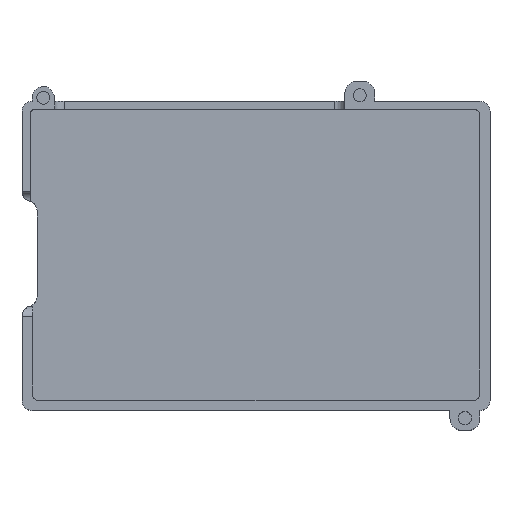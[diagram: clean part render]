
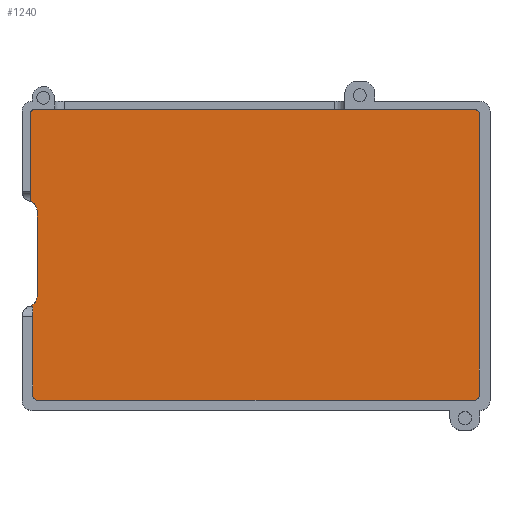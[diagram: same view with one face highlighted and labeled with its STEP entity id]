
A CAD part, top view. The second image highlights one B-rep face of the part: STEP entity #1240.
In plain terms, the highlighted planar face has unit normal (0, 0, 1).
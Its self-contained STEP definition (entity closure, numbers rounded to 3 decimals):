
#28=PLANE('',#1319);
#74=FACE_OUTER_BOUND('',#142,.T.);
#142=EDGE_LOOP('',(#866,#867,#868,#869,#870,#871,#872,#873,#874,#875,#876,
#877,#878));
#214=LINE('',#1799,#349);
#223=LINE('',#1826,#358);
#229=LINE('',#1845,#364);
#230=LINE('',#1849,#365);
#231=LINE('',#1852,#366);
#232=LINE('',#1853,#367);
#233=LINE('',#1855,#368);
#349=VECTOR('',#1432,10.);
#358=VECTOR('',#1453,10.);
#364=VECTOR('',#1469,10.);
#365=VECTOR('',#1472,10.);
#366=VECTOR('',#1475,10.);
#367=VECTOR('',#1476,10.);
#368=VECTOR('',#1477,10.);
#482=CIRCLE('',#1306,1.);
#486=CIRCLE('',#1312,1.);
#489=CIRCLE('',#1317,1.);
#491=CIRCLE('',#1320,2.);
#492=CIRCLE('',#1321,2.);
#493=CIRCLE('',#1322,1.);
#529=VERTEX_POINT('',#1789);
#530=VERTEX_POINT('',#1790);
#533=VERTEX_POINT('',#1798);
#541=VERTEX_POINT('',#1816);
#542=VERTEX_POINT('',#1817);
#545=VERTEX_POINT('',#1825);
#549=VERTEX_POINT('',#1835);
#550=VERTEX_POINT('',#1836);
#553=VERTEX_POINT('',#1844);
#554=VERTEX_POINT('',#1846);
#555=VERTEX_POINT('',#1848);
#556=VERTEX_POINT('',#1850);
#557=VERTEX_POINT('',#1854);
#652=EDGE_CURVE('',#529,#530,#482,.T.);
#656=EDGE_CURVE('',#533,#529,#214,.F.);
#665=EDGE_CURVE('',#541,#542,#486,.T.);
#669=EDGE_CURVE('',#545,#541,#223,.T.);
#674=EDGE_CURVE('',#549,#550,#489,.T.);
#678=EDGE_CURVE('',#530,#553,#229,.F.);
#679=EDGE_CURVE('',#553,#554,#491,.F.);
#680=EDGE_CURVE('',#554,#555,#230,.T.);
#681=EDGE_CURVE('',#556,#555,#492,.T.);
#682=EDGE_CURVE('',#556,#545,#231,.T.);
#683=EDGE_CURVE('',#542,#549,#232,.T.);
#684=EDGE_CURVE('',#550,#557,#233,.T.);
#685=EDGE_CURVE('',#557,#533,#493,.T.);
#866=ORIENTED_EDGE('',*,*,#652,.T.);
#867=ORIENTED_EDGE('',*,*,#678,.T.);
#868=ORIENTED_EDGE('',*,*,#679,.T.);
#869=ORIENTED_EDGE('',*,*,#680,.T.);
#870=ORIENTED_EDGE('',*,*,#681,.F.);
#871=ORIENTED_EDGE('',*,*,#682,.T.);
#872=ORIENTED_EDGE('',*,*,#669,.T.);
#873=ORIENTED_EDGE('',*,*,#665,.T.);
#874=ORIENTED_EDGE('',*,*,#683,.T.);
#875=ORIENTED_EDGE('',*,*,#674,.T.);
#876=ORIENTED_EDGE('',*,*,#684,.T.);
#877=ORIENTED_EDGE('',*,*,#685,.T.);
#878=ORIENTED_EDGE('',*,*,#656,.T.);
#1240=ADVANCED_FACE('',(#74),#28,.F.);
#1306=AXIS2_PLACEMENT_3D('',#1791,#1424,#1425);
#1312=AXIS2_PLACEMENT_3D('',#1818,#1445,#1446);
#1317=AXIS2_PLACEMENT_3D('',#1837,#1461,#1462);
#1319=AXIS2_PLACEMENT_3D('',#1843,#1467,#1468);
#1320=AXIS2_PLACEMENT_3D('',#1847,#1470,#1471);
#1321=AXIS2_PLACEMENT_3D('',#1851,#1473,#1474);
#1322=AXIS2_PLACEMENT_3D('',#1856,#1478,#1479);
#1424=DIRECTION('center_axis',(0.,0.,1.));
#1425=DIRECTION('ref_axis',(-0.707,0.707,0.));
#1432=DIRECTION('',(1.,0.,0.));
#1445=DIRECTION('center_axis',(0.,0.,1.));
#1446=DIRECTION('ref_axis',(-0.707,-0.707,0.));
#1453=DIRECTION('',(0.,-1.,0.));
#1461=DIRECTION('center_axis',(0.,0.,1.));
#1462=DIRECTION('ref_axis',(0.707,-0.707,0.));
#1467=DIRECTION('center_axis',(0.,0.,-1.));
#1468=DIRECTION('ref_axis',(-1.,0.,0.));
#1469=DIRECTION('',(0.,1.,0.));
#1470=DIRECTION('center_axis',(0.,0.,1.));
#1471=DIRECTION('ref_axis',(-1.,0.,0.));
#1472=DIRECTION('',(0.,-1.,0.));
#1473=DIRECTION('center_axis',(0.,0.,1.));
#1474=DIRECTION('ref_axis',(0.707,-0.707,0.));
#1475=DIRECTION('',(1.,0.,0.));
#1476=DIRECTION('',(1.,0.,0.));
#1477=DIRECTION('',(0.,1.,0.));
#1478=DIRECTION('center_axis',(0.,0.,1.));
#1479=DIRECTION('ref_axis',(0.707,0.707,0.));
#1789=CARTESIAN_POINT('',(-44.15,29.3,1.3));
#1790=CARTESIAN_POINT('',(-45.15,28.3,1.3));
#1791=CARTESIAN_POINT('Origin',(-44.15,28.3,1.3));
#1798=CARTESIAN_POINT('',(43.65,29.3,1.3));
#1799=CARTESIAN_POINT('',(-22.575,29.3,1.3));
#1816=CARTESIAN_POINT('',(-44.65,-27.8,1.3));
#1817=CARTESIAN_POINT('',(-43.65,-28.8,1.3));
#1818=CARTESIAN_POINT('Origin',(-43.65,-27.8,1.3));
#1825=CARTESIAN_POINT('',(-44.65,-10.008,1.3));
#1826=CARTESIAN_POINT('',(-44.65,-14.65,1.3));
#1835=CARTESIAN_POINT('',(43.65,-28.8,1.3));
#1836=CARTESIAN_POINT('',(44.65,-27.8,1.3));
#1837=CARTESIAN_POINT('Origin',(43.65,-27.8,1.3));
#1843=CARTESIAN_POINT('Origin',(0.,0.,
1.3));
#1844=CARTESIAN_POINT('',(-45.15,10.935,1.3));
#1845=CARTESIAN_POINT('',(-45.15,-14.65,1.3));
#1846=CARTESIAN_POINT('',(-43.75,9.027,1.3));
#1847=CARTESIAN_POINT('Origin',(-45.75,9.027,1.3));
#1848=CARTESIAN_POINT('',(-43.75,-8.1,1.3));
#1849=CARTESIAN_POINT('',(-43.75,0.2,1.3));
#1850=CARTESIAN_POINT('',(-45.15,-10.008,1.3));
#1851=CARTESIAN_POINT('Origin',(-45.75,-8.1,1.3));
#1852=CARTESIAN_POINT('',(-22.575,-10.008,1.3));
#1853=CARTESIAN_POINT('',(22.575,-28.8,1.3));
#1854=CARTESIAN_POINT('',(44.65,28.3,1.3));
#1855=CARTESIAN_POINT('',(44.65,14.65,1.3));
#1856=CARTESIAN_POINT('Origin',(43.65,28.3,1.3));
